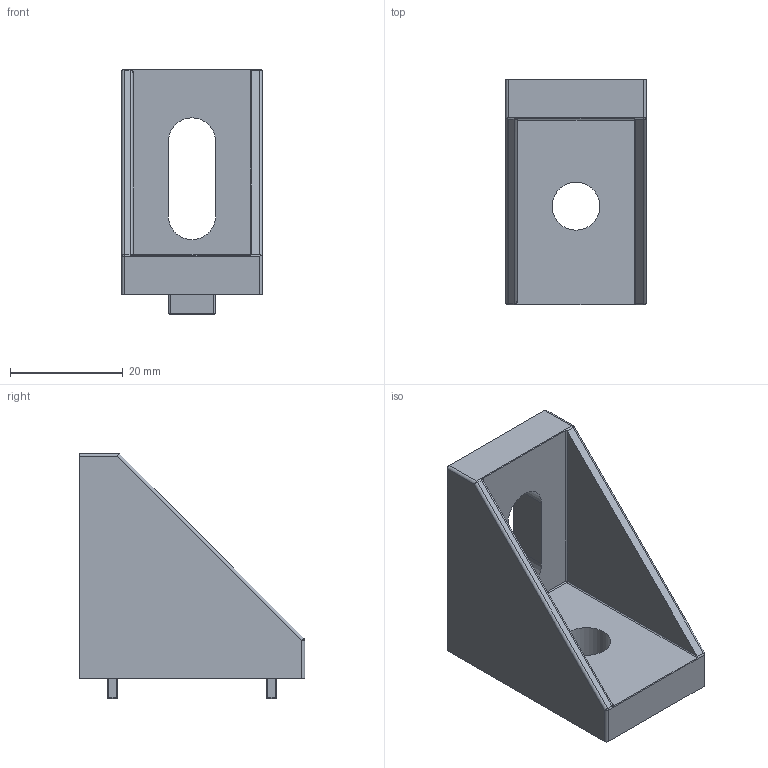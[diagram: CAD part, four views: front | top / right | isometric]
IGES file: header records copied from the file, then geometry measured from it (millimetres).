
Global section: file name: 302540.stp.ipt; native system: Autodesk Inventor 2014; preprocessor: unknown; author: zeman; date: 20151020.095847; units: millimetre
Bounding box: 25 x 40 x 43.5 mm (x, y, z)
Volume: 12718.3 mm3; surface area: 7730.5 mm2
Topology: 1 solids, 1 shells, 118 faces, 281 edges, 154 vertices
Faces by surface type: revolution 36, cylinder 33, plane 32, sphere 10, bspline 7
